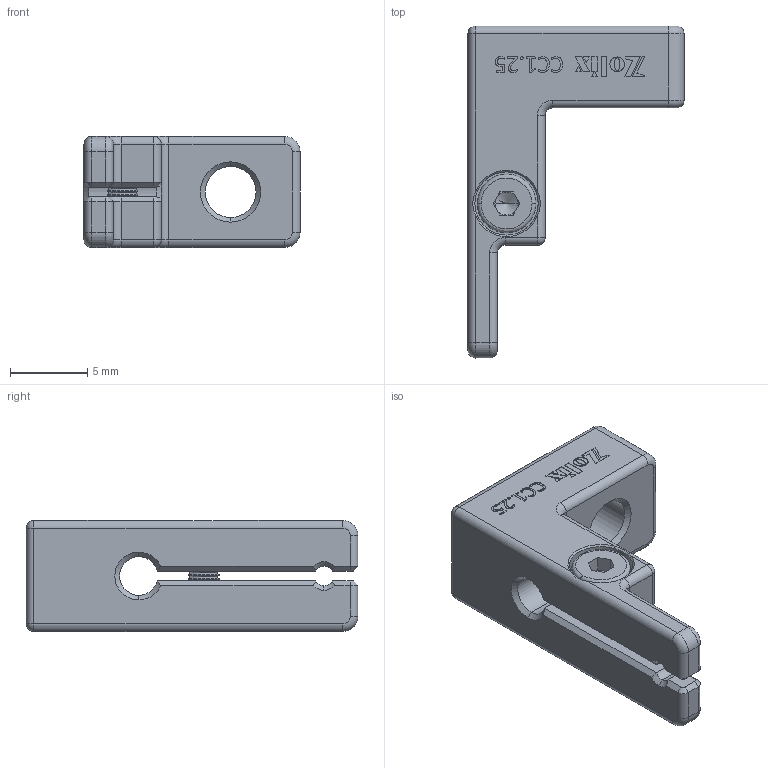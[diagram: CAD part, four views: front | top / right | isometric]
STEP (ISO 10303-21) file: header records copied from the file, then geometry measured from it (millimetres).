
FILE_DESCRIPTION (( 'STEP AP203' ), '1' );
FILE_NAME ('CC1.25.STEP', '2025-11-03T01:52:27', ( '' ), ( '' ), 'SwSTEP 2.0', 'SolidWorks 2020', '' );
FILE_SCHEMA (( 'CONFIG_CONTROL_DESIGN' ));
Length unit declared in the file: millimetre
Products named in the file (1): CC1.25
Bounding box: 14 x 21.5 x 7.2 mm (x, y, z)
Volume: 832.5 mm3; surface area: 972 mm2
Topology: 2 solids, 2 shells, 488 faces, 1231 edges, 759 vertices
Faces by surface type: plane 243, cone 94, cylinder 74, bspline 61, torus 12, sphere 4
Entity records: 17402 total; most frequent: CARTESIAN_POINT 5968, ORIENTED_EDGE 2450, DIRECTION 2183, EDGE_CURVE 1225, VECTOR 843, LINE 843, VERTEX_POINT 759, AXIS2_PLACEMENT_3D 670
